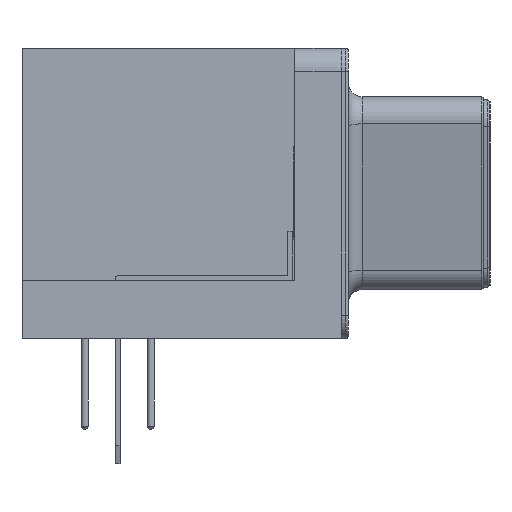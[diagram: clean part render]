
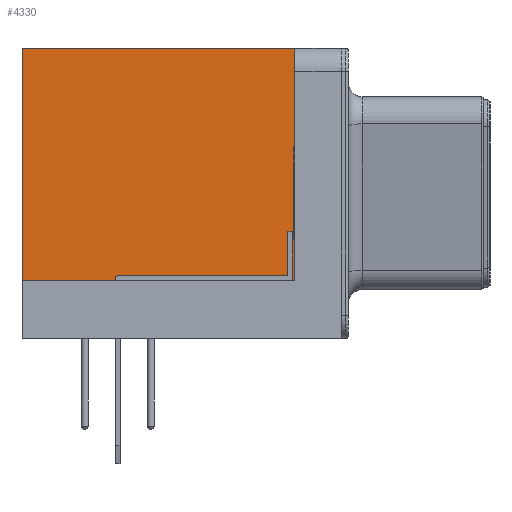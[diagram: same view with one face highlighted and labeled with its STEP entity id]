
A CAD part, left-side view. The second image highlights one B-rep face of the part: STEP entity #4330.
In plain terms, the highlighted planar face has unit normal (-1, 0, 0).
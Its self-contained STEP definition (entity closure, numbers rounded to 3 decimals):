
#2453 = VERTEX_POINT('',#2454);
#2454 = CARTESIAN_POINT('',(-54.13,2.7,12.5));
#2460 = EDGE_CURVE('',#2461,#2453,#2463,.T.);
#2461 = VERTEX_POINT('',#2462);
#2462 = CARTESIAN_POINT('',(-54.13,-9.04,12.5));
#2463 = LINE('',#2464,#2465);
#2464 = CARTESIAN_POINT('',(-54.13,-10.04,12.5));
#2465 = VECTOR('',#2466,1.);
#2466 = DIRECTION('',(0.,1.,0.));
#2973 = EDGE_CURVE('',#2974,#2453,#2976,.T.);
#2974 = VERTEX_POINT('',#2975);
#2975 = CARTESIAN_POINT('',(-54.13,2.7,2.5));
#2976 = LINE('',#2977,#2978);
#2977 = CARTESIAN_POINT('',(-54.13,2.7,4.375));
#2978 = VECTOR('',#2979,1.);
#2979 = DIRECTION('',(0.,0.,1.));
#4160 = VERTEX_POINT('',#4161);
#4161 = CARTESIAN_POINT('',(-54.13,-9.04,2.5));
#4167 = EDGE_CURVE('',#4160,#2461,#4168,.T.);
#4168 = LINE('',#4169,#4170);
#4169 = CARTESIAN_POINT('',(-54.13,-9.04,2.5));
#4170 = VECTOR('',#4171,1.);
#4171 = DIRECTION('',(0.,0.,1.));
#4197 = EDGE_CURVE('',#4160,#2974,#4198,.T.);
#4198 = LINE('',#4199,#4200);
#4199 = CARTESIAN_POINT('',(-54.13,-9.04,2.5));
#4200 = VECTOR('',#4201,1.);
#4201 = DIRECTION('',(0.,1.,0.));
#4330 = ADVANCED_FACE('',(#4331),#4337,.F.);
#4331 = FACE_BOUND('',#4332,.F.);
#4332 = EDGE_LOOP('',(#4333,#4334,#4335,#4336));
#4333 = ORIENTED_EDGE('',*,*,#4167,.F.);
#4334 = ORIENTED_EDGE('',*,*,#4197,.T.);
#4335 = ORIENTED_EDGE('',*,*,#2973,.T.);
#4336 = ORIENTED_EDGE('',*,*,#2460,.F.);
#4337 = PLANE('',#4338);
#4338 = AXIS2_PLACEMENT_3D('',#4339,#4340,#4341);
#4339 = CARTESIAN_POINT('',(-54.13,-9.04,2.5));
#4340 = DIRECTION('',(1.,0.,0.));
#4341 = DIRECTION('',(0.,0.,1.));
